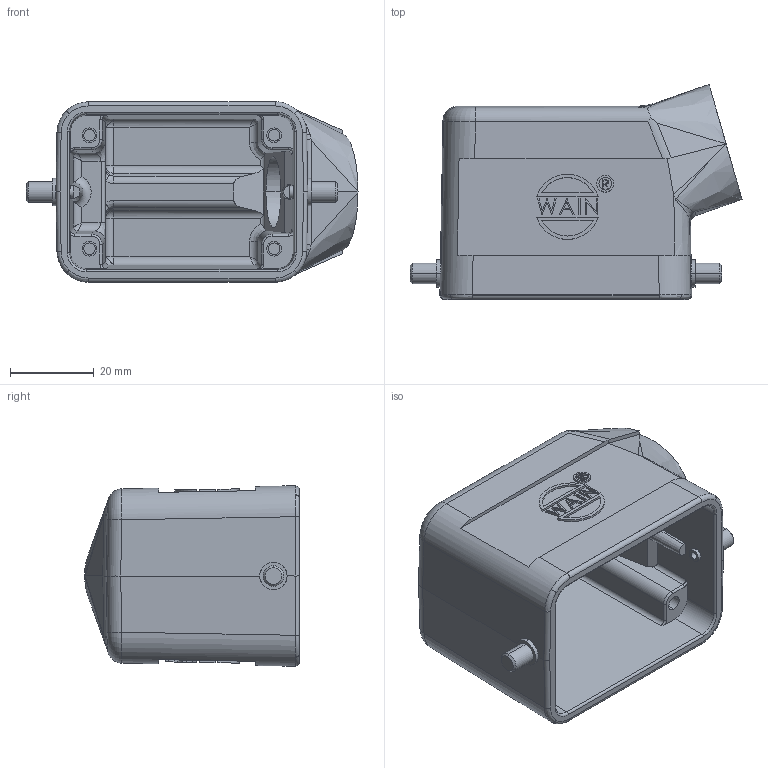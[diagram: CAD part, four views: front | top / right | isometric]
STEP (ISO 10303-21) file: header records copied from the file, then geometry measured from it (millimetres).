
FILE_DESCRIPTION((''),'2;1');
FILE_NAME('3D_1120065101009_H6B-MSE-2B-PG1','2023-12-06T',('yp.zhu'),(''),'PRO/ENGINEER BY PARAMETRIC TECHNOLOGY CORPORATION, 2012480','PRO/ENGINEER BY PARAMETRIC TECHNOLOGY CORPORATION, 2012480','');
FILE_SCHEMA(('CONFIG_CONTROL_DESIGN'));
Length unit declared in the file: millimetre
Products named in the file (1): 3D_1120065101009_H6B-MSE-2B-PG1
Bounding box: 79.06 x 51.18 x 42.96 mm (x, y, z)
Volume: 43788.7 mm3; surface area: 22443.9 mm2
Topology: 1 solids, 1 shells, 445 faces, 1110 edges, 699 vertices
Faces by surface type: plane 218, cylinder 135, bspline 61, cone 14, extrusion 10, sphere 4, torus 3
Entity records: 16923 total; most frequent: CARTESIAN_POINT 6861, ORIENTED_EDGE 2196, DIRECTION 1827, EDGE_CURVE 1098, VERTEX_POINT 699, VECTOR 655, LINE 645, AXIS2_PLACEMENT_3D 586
